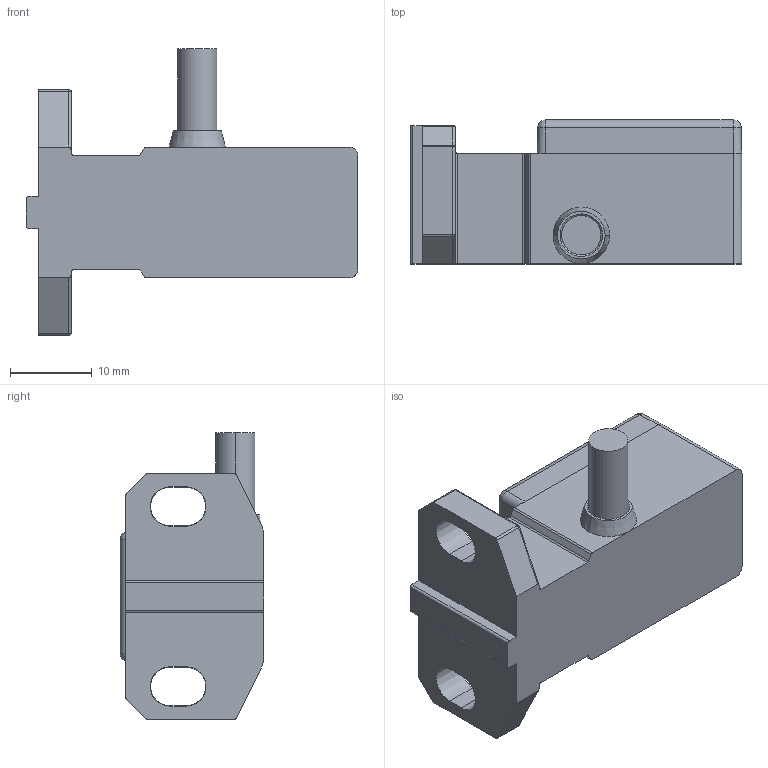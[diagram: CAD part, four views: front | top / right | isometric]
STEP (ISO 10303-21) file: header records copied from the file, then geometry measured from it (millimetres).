
FILE_DESCRIPTION((''),'2;1');
FILE_NAME('F166-KABEL-MB','2010-05-31T',('mabamberg'),(''),'PRO/ENGINEER BY PARAMETRIC TECHNOLOGY CORPORATION, 2006300','PRO/ENGINEER BY PARAMETRIC TECHNOLOGY CORPORATION, 2006300','');
FILE_SCHEMA(('CONFIG_CONTROL_DESIGN'));
Length unit declared in the file: millimetre
Products named in the file (1): F166-KABEL-MB
Bounding box: 40.5 x 17.6 x 35 mm (x, y, z)
Volume: 10960.5 mm3; surface area: 3915.2 mm2
Topology: 1 solids, 1 shells, 85 faces, 213 edges, 122 vertices
Faces by surface type: cylinder 34, plane 33, sphere 10, cone 8
Entity records: 3212 total; most frequent: CARTESIAN_POINT 563, DIRECTION 431, ORIENTED_EDGE 406, EDGE_CURVE 203, AXIS2_PLACEMENT_3D 153, VECTOR 125, LINE 125, VERTEX_POINT 122
